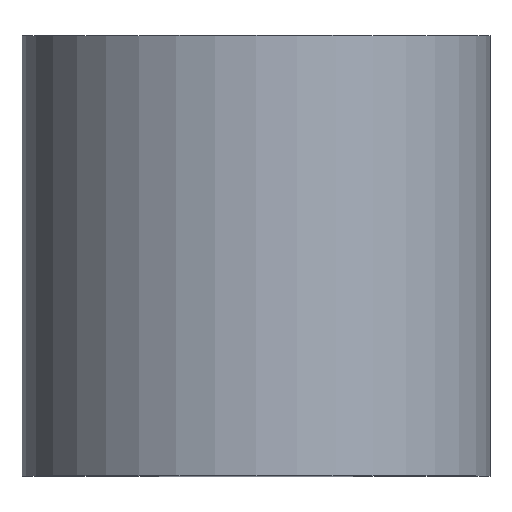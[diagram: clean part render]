
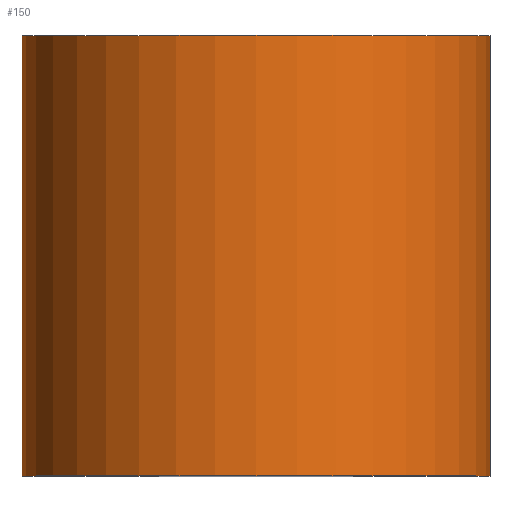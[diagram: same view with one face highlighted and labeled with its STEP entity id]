
A CAD part, top view. The second image highlights one B-rep face of the part: STEP entity #150.
In plain terms, the highlighted cylindrical face has radius 13.5 mm (diameter 27 mm), a full revolution.
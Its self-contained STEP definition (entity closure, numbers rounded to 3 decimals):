
#25=FACE_OUTER_BOUND('',#34,.T.);
#34=EDGE_LOOP('',(#106,#107,#108,#109,#110,#111));
#46=LINE('',#268,#50);
#50=VECTOR('',#213,13.5);
#54=CIRCLE('',#181,13.5);
#55=CIRCLE('',#182,13.5);
#56=CIRCLE('',#183,13.5);
#57=CIRCLE('',#184,13.5);
#70=VERTEX_POINT('',#263);
#71=VERTEX_POINT('',#264);
#72=VERTEX_POINT('',#267);
#73=VERTEX_POINT('',#269);
#86=EDGE_CURVE('',#70,#71,#54,.T.);
#87=EDGE_CURVE('',#71,#70,#55,.T.);
#88=EDGE_CURVE('',#71,#72,#46,.T.);
#89=EDGE_CURVE('',#72,#73,#56,.T.);
#90=EDGE_CURVE('',#73,#72,#57,.T.);
#106=ORIENTED_EDGE('',*,*,#86,.F.);
#107=ORIENTED_EDGE('',*,*,#87,.F.);
#108=ORIENTED_EDGE('',*,*,#88,.T.);
#109=ORIENTED_EDGE('',*,*,#89,.T.);
#110=ORIENTED_EDGE('',*,*,#90,.T.);
#111=ORIENTED_EDGE('',*,*,#88,.F.);
#146=CYLINDRICAL_SURFACE('',#180,13.5);
#150=ADVANCED_FACE('',(#25),#146,.T.);
#180=AXIS2_PLACEMENT_3D('',#262,#207,#208);
#181=AXIS2_PLACEMENT_3D('',#265,#209,#210);
#182=AXIS2_PLACEMENT_3D('',#266,#211,#212);
#183=AXIS2_PLACEMENT_3D('',#270,#214,#215);
#184=AXIS2_PLACEMENT_3D('',#271,#216,#217);
#207=DIRECTION('center_axis',(0.,-1.,0.));
#208=DIRECTION('ref_axis',(0.,0.,-1.));
#209=DIRECTION('center_axis',(0.,-1.,0.));
#210=DIRECTION('ref_axis',(0.,0.,-1.));
#211=DIRECTION('center_axis',(0.,-1.,0.));
#212=DIRECTION('ref_axis',(0.,0.,-1.));
#213=DIRECTION('',(0.,1.,0.));
#214=DIRECTION('center_axis',(0.,-1.,0.));
#215=DIRECTION('ref_axis',(0.,0.,-1.));
#216=DIRECTION('center_axis',(0.,-1.,0.));
#217=DIRECTION('ref_axis',(0.,0.,-1.));
#262=CARTESIAN_POINT('Origin',(0.,-16.4,0.));
#263=CARTESIAN_POINT('',(0.,-16.4,-13.5));
#264=CARTESIAN_POINT('',(0.,-16.4,13.5));
#265=CARTESIAN_POINT('Origin',(0.,-16.4,0.));
#266=CARTESIAN_POINT('Origin',(0.,-16.4,0.));
#267=CARTESIAN_POINT('',(0.,9.,13.5));
#268=CARTESIAN_POINT('',(0.,-16.4,13.5));
#269=CARTESIAN_POINT('',(0.,9.,-13.5));
#270=CARTESIAN_POINT('Origin',(0.,9.,0.));
#271=CARTESIAN_POINT('Origin',(0.,9.,0.));
